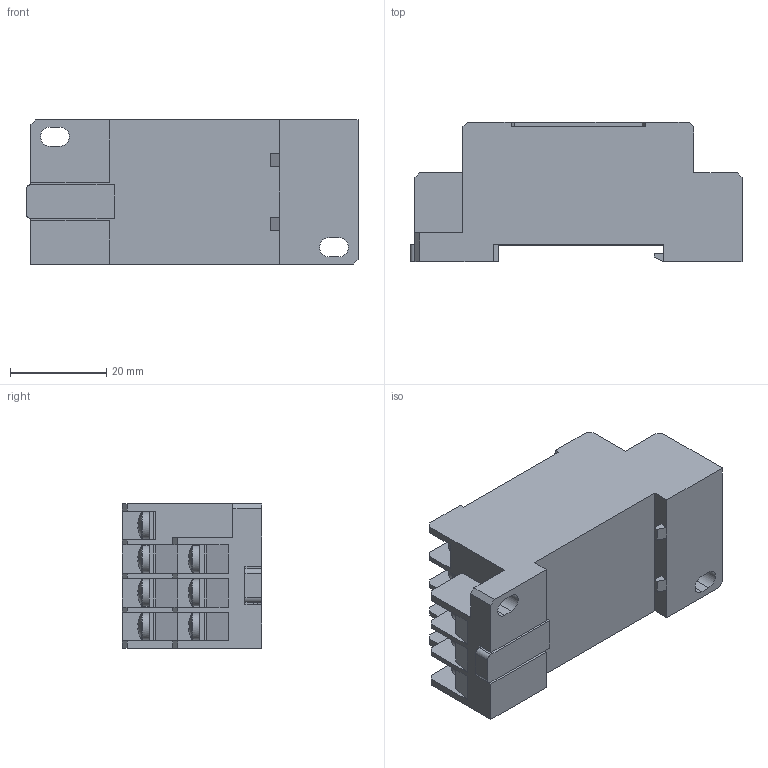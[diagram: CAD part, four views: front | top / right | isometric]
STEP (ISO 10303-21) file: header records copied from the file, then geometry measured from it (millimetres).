
FILE_DESCRIPTION (( 'STEP AP203' ), '1' );
FILE_NAME ('ðàçúåì 78-4.STEP', '2017-10-23T13:13:51', ( '' ), ( '' ), 'SwSTEP 2.0', 'SolidWorks 2014', '' );
FILE_SCHEMA (( 'CONFIG_CONTROL_DESIGN' ));
Length unit declared in the file: millimetre
Products named in the file (1): 譇踖樦 78-4
Bounding box: 69 x 29 x 30 mm (x, y, z)
Volume: 42244.3 mm3; surface area: 12959.7 mm2
Topology: 1 solids, 7 shells, 860 faces, 2232 edges, 1400 vertices
Faces by surface type: plane 652, cone 126, sphere 28, torus 28, cylinder 26
Full cylindrical faces by diameter (mm): 4 x6, 5.6 x14
Entity records: 25783 total; most frequent: CARTESIAN_POINT 5175, ORIENTED_EDGE 4328, DIRECTION 4204, EDGE_CURVE 2164, AXIS2_PLACEMENT_3D 1403, VECTOR 1398, LINE 1398, VERTEX_POINT 1366
